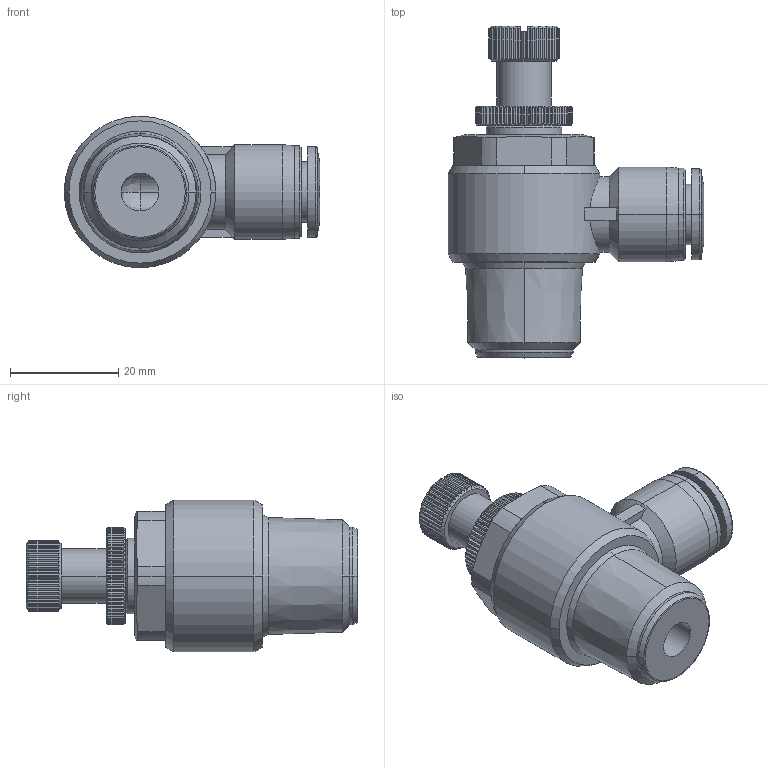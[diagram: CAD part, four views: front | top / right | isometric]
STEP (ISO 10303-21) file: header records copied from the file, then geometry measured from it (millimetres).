
FILE_DESCRIPTION (( 'STEP AP214' ), '1' );
FILE_NAME ('FVR38-12N.step', '2016-02-24T20:35:59', ( '' ), ( '' ), 'SwSTEP 2.0', 'SolidWorks 2015', '' );
FILE_SCHEMA (( 'AUTOMOTIVE_DESIGN' ));
Length unit declared in the file: inch
Products named in the file (1): FVR38-12N
Bounding box: 47.2 x 61.3 x 28 mm (x, y, z)
Volume: 23445.6 mm3; surface area: 8241.7 mm2
Topology: 1 solids, 1 shells, 576 faces, 1407 edges, 841 vertices
Faces by surface type: plane 259, cone 158, cylinder 149, bspline 10
Entity records: 24824 total; most frequent: CARTESIAN_POINT 4461, ORIENTED_EDGE 2810, DIRECTION 2556, EDGE_CURVE 1405, AXIS2_PLACEMENT_3D 1056, VERTEX_POINT 841, EDGE_LOOP 588, LENGTH_MEASURE_WITH_UNIT 579
